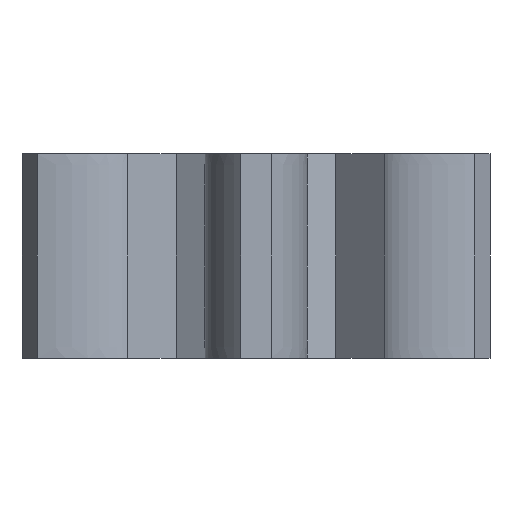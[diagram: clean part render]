
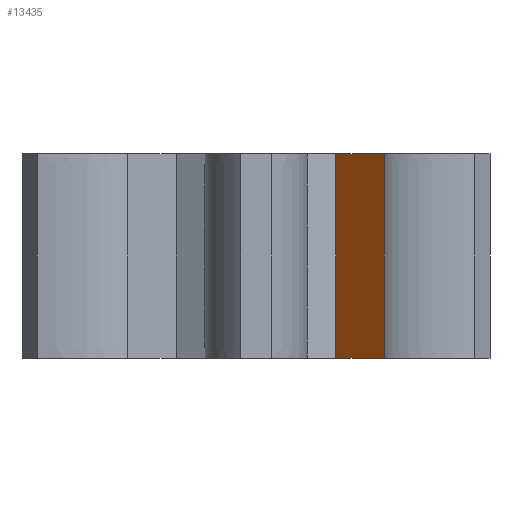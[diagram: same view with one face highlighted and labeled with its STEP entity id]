
A CAD part, left-side view. The second image highlights one B-rep face of the part: STEP entity #13435.
In plain terms, the highlighted face is a extrusion surface.
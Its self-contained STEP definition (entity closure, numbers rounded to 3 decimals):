
#93 = PLANE('',#94);
#94 = AXIS2_PLACEMENT_3D('',#95,#96,#97);
#95 = CARTESIAN_POINT('',(0.,0.,3.125));
#96 = DIRECTION('',(0.,0.,1.));
#97 = DIRECTION('',(1.,0.,0.));
#168 = PLANE('',#169);
#169 = AXIS2_PLACEMENT_3D('',#170,#171,#172);
#170 = CARTESIAN_POINT('',(0.,0.,0.));
#171 = DIRECTION('',(0.,0.,1.));
#172 = DIRECTION('',(1.,0.,0.));
#1362 = VERTEX_POINT('',#1363);
#1363 = CARTESIAN_POINT('',(-1.256,-1.219,0.));
#1375 = SURFACE_OF_LINEAR_EXTRUSION('',#1376,#1379);
#1376 = B_SPLINE_CURVE_WITH_KNOTS('',1,(#1377,#1378),.UNSPECIFIED.,.F.,
  .F.,(2,2),(0.,0.855),.PIECEWISE_BEZIER_KNOTS.);
#1377 = CARTESIAN_POINT('',(-1.683,-0.478,0.));
#1378 = CARTESIAN_POINT('',(-1.256,-1.219,0.));
#1379 = VECTOR('',#1380,1.);
#1380 = DIRECTION('',(-0.,-0.,-1.));
#1388 = EDGE_CURVE('',#1362,#1389,#1391,.T.);
#1389 = VERTEX_POINT('',#1390);
#1390 = CARTESIAN_POINT('',(-2.023,-1.963,0.));
#1391 = SURFACE_CURVE('',#1392,(#1395,#1401),.PCURVE_S1.);
#1392 = B_SPLINE_CURVE_WITH_KNOTS('',1,(#1393,#1394),.UNSPECIFIED.,.F.,
  .F.,(2,2),(0.,1.069),.PIECEWISE_BEZIER_KNOTS.);
#1393 = CARTESIAN_POINT('',(-1.256,-1.219,0.));
#1394 = CARTESIAN_POINT('',(-2.023,-1.963,0.));
#1395 = PCURVE('',#168,#1396);
#1396 = DEFINITIONAL_REPRESENTATION('',(#1397),#1400);
#1397 = B_SPLINE_CURVE_WITH_KNOTS('',1,(#1398,#1399),.UNSPECIFIED.,.F.,
  .F.,(2,2),(0.,1.069),.PIECEWISE_BEZIER_KNOTS.);
#1398 = CARTESIAN_POINT('',(-1.256,-1.219));
#1399 = CARTESIAN_POINT('',(-2.023,-1.963));
#1400 = ( GEOMETRIC_REPRESENTATION_CONTEXT(2) 
PARAMETRIC_REPRESENTATION_CONTEXT() REPRESENTATION_CONTEXT('2D SPACE',''
  ) );
#1401 = PCURVE('',#1402,#1408);
#1402 = SURFACE_OF_LINEAR_EXTRUSION('',#1403,#1406);
#1403 = B_SPLINE_CURVE_WITH_KNOTS('',1,(#1404,#1405),.UNSPECIFIED.,.F.,
  .F.,(2,2),(0.,1.069),.PIECEWISE_BEZIER_KNOTS.);
#1404 = CARTESIAN_POINT('',(-1.256,-1.219,0.));
#1405 = CARTESIAN_POINT('',(-2.023,-1.963,0.));
#1406 = VECTOR('',#1407,1.);
#1407 = DIRECTION('',(-0.,-0.,-1.));
#1408 = DEFINITIONAL_REPRESENTATION('',(#1409),#1413);
#1409 = LINE('',#1410,#1411);
#1410 = CARTESIAN_POINT('',(0.,0.));
#1411 = VECTOR('',#1412,1.);
#1412 = DIRECTION('',(1.,0.));
#1413 = ( GEOMETRIC_REPRESENTATION_CONTEXT(2) 
PARAMETRIC_REPRESENTATION_CONTEXT() REPRESENTATION_CONTEXT('2D SPACE',''
  ) );
#1469 = SURFACE_OF_LINEAR_EXTRUSION('',#1470,#1493);
#1470 = B_SPLINE_CURVE_WITH_KNOTS('',3,(#1471,#1472,#1473,#1474,#1475,
    #1476,#1477,#1478,#1479,#1480,#1481,#1482,#1483,#1484,#1485,#1486,
    #1487,#1488,#1489,#1490,#1491,#1492),.UNSPECIFIED.,.F.,.F.,(4,1,1,1,
    1,1,1,1,1,1,1,1,1,1,1,1,1,1,1,4),(0.,0.004,
    0.016,0.036,0.063,
    0.099,0.142,0.194,0.253,
    0.32,0.396,0.479,0.57,
    0.669,0.775,0.89,1.013,
    1.143,1.282,1.428),.UNSPECIFIED.);
#1471 = CARTESIAN_POINT('',(-2.023,-1.963,0.));
#1472 = CARTESIAN_POINT('',(-2.024,-1.964,0.));
#1473 = CARTESIAN_POINT('',(-2.027,-1.968,0.));
#1474 = CARTESIAN_POINT('',(-2.035,-1.977,0.));
#1475 = CARTESIAN_POINT('',(-2.047,-1.993,0.));
#1476 = CARTESIAN_POINT('',(-2.063,-2.015,0.));
#1477 = CARTESIAN_POINT('',(-2.082,-2.046,0.));
#1478 = CARTESIAN_POINT('',(-2.103,-2.084,0.));
#1479 = CARTESIAN_POINT('',(-2.126,-2.13,0.));
#1480 = CARTESIAN_POINT('',(-2.149,-2.185,0.));
#1481 = CARTESIAN_POINT('',(-2.172,-2.248,0.));
#1482 = CARTESIAN_POINT('',(-2.194,-2.32,0.));
#1483 = CARTESIAN_POINT('',(-2.214,-2.401,0.));
#1484 = CARTESIAN_POINT('',(-2.231,-2.49,0.));
#1485 = CARTESIAN_POINT('',(-2.245,-2.588,0.));
#1486 = CARTESIAN_POINT('',(-2.254,-2.694,0.));
#1487 = CARTESIAN_POINT('',(-2.257,-2.809,0.));
#1488 = CARTESIAN_POINT('',(-2.254,-2.932,0.));
#1489 = CARTESIAN_POINT('',(-2.245,-3.062,0.));
#1490 = CARTESIAN_POINT('',(-2.227,-3.199,0.));
#1491 = CARTESIAN_POINT('',(-2.21,-3.293,0.));
#1492 = CARTESIAN_POINT('',(-2.2,-3.341,0.));
#1493 = VECTOR('',#1494,1.);
#1494 = DIRECTION('',(-0.,-0.,-1.));
#2654 = VERTEX_POINT('',#2655);
#2655 = CARTESIAN_POINT('',(-1.256,-1.219,3.125));
#2674 = EDGE_CURVE('',#2654,#2675,#2677,.T.);
#2675 = VERTEX_POINT('',#2676);
#2676 = CARTESIAN_POINT('',(-2.023,-1.963,3.125));
#2677 = SURFACE_CURVE('',#2678,(#2681,#2687),.PCURVE_S1.);
#2678 = B_SPLINE_CURVE_WITH_KNOTS('',1,(#2679,#2680),.UNSPECIFIED.,.F.,
  .F.,(2,2),(0.,1.069),.PIECEWISE_BEZIER_KNOTS.);
#2679 = CARTESIAN_POINT('',(-1.256,-1.219,3.125));
#2680 = CARTESIAN_POINT('',(-2.023,-1.963,3.125));
#2681 = PCURVE('',#93,#2682);
#2682 = DEFINITIONAL_REPRESENTATION('',(#2683),#2686);
#2683 = B_SPLINE_CURVE_WITH_KNOTS('',1,(#2684,#2685),.UNSPECIFIED.,.F.,
  .F.,(2,2),(0.,1.069),.PIECEWISE_BEZIER_KNOTS.);
#2684 = CARTESIAN_POINT('',(-1.256,-1.219));
#2685 = CARTESIAN_POINT('',(-2.023,-1.963));
#2686 = ( GEOMETRIC_REPRESENTATION_CONTEXT(2) 
PARAMETRIC_REPRESENTATION_CONTEXT() REPRESENTATION_CONTEXT('2D SPACE',''
  ) );
#2687 = PCURVE('',#1402,#2688);
#2688 = DEFINITIONAL_REPRESENTATION('',(#2689),#2693);
#2689 = LINE('',#2690,#2691);
#2690 = CARTESIAN_POINT('',(0.,-3.125));
#2691 = VECTOR('',#2692,1.);
#2692 = DIRECTION('',(1.,0.));
#2693 = ( GEOMETRIC_REPRESENTATION_CONTEXT(2) 
PARAMETRIC_REPRESENTATION_CONTEXT() REPRESENTATION_CONTEXT('2D SPACE',''
  ) );
#13385 = EDGE_CURVE('',#1389,#2675,#13386,.T.);
#13386 = SURFACE_CURVE('',#13387,(#13391,#13398),.PCURVE_S1.);
#13387 = LINE('',#13388,#13389);
#13388 = CARTESIAN_POINT('',(-2.023,-1.963,0.));
#13389 = VECTOR('',#13390,1.);
#13390 = DIRECTION('',(0.,0.,1.));
#13391 = PCURVE('',#1469,#13392);
#13392 = DEFINITIONAL_REPRESENTATION('',(#13393),#13397);
#13393 = LINE('',#13394,#13395);
#13394 = CARTESIAN_POINT('',(0.,0.));
#13395 = VECTOR('',#13396,1.);
#13396 = DIRECTION('',(0.,-1.));
#13397 = ( GEOMETRIC_REPRESENTATION_CONTEXT(2) 
PARAMETRIC_REPRESENTATION_CONTEXT() REPRESENTATION_CONTEXT('2D SPACE',''
  ) );
#13398 = PCURVE('',#1402,#13399);
#13399 = DEFINITIONAL_REPRESENTATION('',(#13400),#13404);
#13400 = LINE('',#13401,#13402);
#13401 = CARTESIAN_POINT('',(1.069,0.));
#13402 = VECTOR('',#13403,1.);
#13403 = DIRECTION('',(0.,-1.));
#13404 = ( GEOMETRIC_REPRESENTATION_CONTEXT(2) 
PARAMETRIC_REPRESENTATION_CONTEXT() REPRESENTATION_CONTEXT('2D SPACE',''
  ) );
#13435 = ADVANCED_FACE('',(#13436),#1402,.F.);
#13436 = FACE_BOUND('',#13437,.F.);
#13437 = EDGE_LOOP('',(#13438,#13459,#13460,#13461));
#13438 = ORIENTED_EDGE('',*,*,#13439,.T.);
#13439 = EDGE_CURVE('',#1362,#2654,#13440,.T.);
#13440 = SURFACE_CURVE('',#13441,(#13445,#13452),.PCURVE_S1.);
#13441 = LINE('',#13442,#13443);
#13442 = CARTESIAN_POINT('',(-1.256,-1.219,0.));
#13443 = VECTOR('',#13444,1.);
#13444 = DIRECTION('',(0.,0.,1.));
#13445 = PCURVE('',#1402,#13446);
#13446 = DEFINITIONAL_REPRESENTATION('',(#13447),#13451);
#13447 = LINE('',#13448,#13449);
#13448 = CARTESIAN_POINT('',(0.,0.));
#13449 = VECTOR('',#13450,1.);
#13450 = DIRECTION('',(0.,-1.));
#13451 = ( GEOMETRIC_REPRESENTATION_CONTEXT(2) 
PARAMETRIC_REPRESENTATION_CONTEXT() REPRESENTATION_CONTEXT('2D SPACE',''
  ) );
#13452 = PCURVE('',#1375,#13453);
#13453 = DEFINITIONAL_REPRESENTATION('',(#13454),#13458);
#13454 = LINE('',#13455,#13456);
#13455 = CARTESIAN_POINT('',(0.855,0.));
#13456 = VECTOR('',#13457,1.);
#13457 = DIRECTION('',(0.,-1.));
#13458 = ( GEOMETRIC_REPRESENTATION_CONTEXT(2) 
PARAMETRIC_REPRESENTATION_CONTEXT() REPRESENTATION_CONTEXT('2D SPACE',''
  ) );
#13459 = ORIENTED_EDGE('',*,*,#2674,.T.);
#13460 = ORIENTED_EDGE('',*,*,#13385,.F.);
#13461 = ORIENTED_EDGE('',*,*,#1388,.F.);
